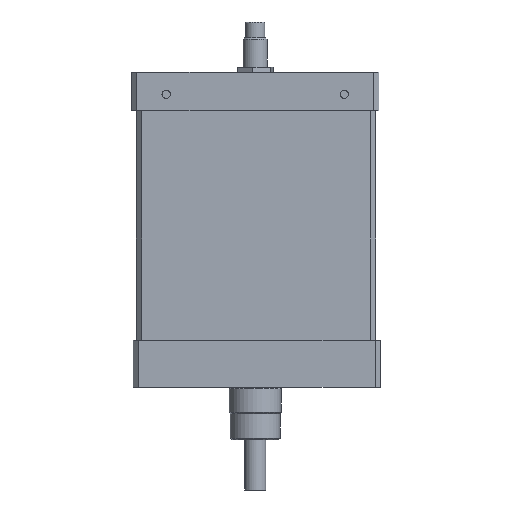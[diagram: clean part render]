
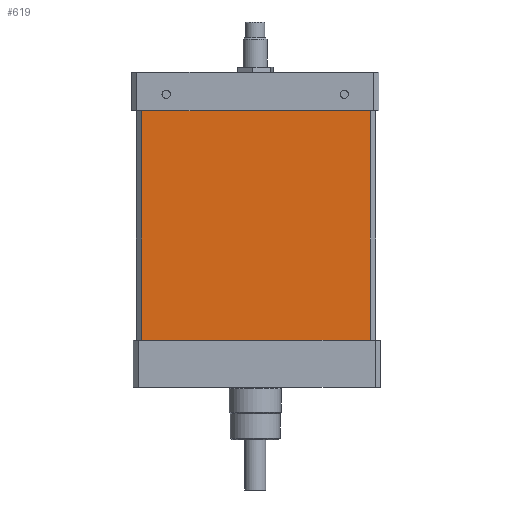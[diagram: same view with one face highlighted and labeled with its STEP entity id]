
A CAD part, front view. The second image highlights one B-rep face of the part: STEP entity #619.
In plain terms, the highlighted planar face has unit normal (0, -1, 0).
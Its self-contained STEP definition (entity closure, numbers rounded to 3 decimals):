
#562 = VERTEX_POINT ( 'NONE', #2923 ) ;
#564 = EDGE_CURVE ( 'NONE', #565, #562, #2922, .T. ) ;
#565 = VERTEX_POINT ( 'NONE', #2918 ) ;
#619 = ADVANCED_FACE ( 'NONE', ( #3107 ), #3092, .T. ) ;
#620 = EDGE_LOOP ( 'NONE', ( #621, #624, #625, #628 ) ) ;
#621 = ORIENTED_EDGE ( 'NONE', *, *, #622, .F. ) ;
#622 = EDGE_CURVE ( 'NONE', #565, #623, #3087, .T. ) ;
#623 = VERTEX_POINT ( 'NONE', #3083 ) ;
#624 = ORIENTED_EDGE ( 'NONE', *, *, #564, .T. ) ;
#625 = ORIENTED_EDGE ( 'NONE', *, *, #626, .F. ) ;
#626 = EDGE_CURVE ( 'NONE', #627, #562, #3082, .T. ) ;
#627 = VERTEX_POINT ( 'NONE', #3134 ) ;
#628 = ORIENTED_EDGE ( 'NONE', *, *, #629, .T. ) ;
#629 = EDGE_CURVE ( 'NONE', #627, #623, #3132, .T. ) ;
#2918 = CARTESIAN_POINT ( 'NONE',  ( 1.6, 1., 53.4 ) ) ;
#2919 = DIRECTION ( 'NONE',  ( 0., 0., -1. ) ) ;
#2920 = VECTOR ( 'NONE', #2919, 1000. ) ;
#2921 = CARTESIAN_POINT ( 'NONE',  ( 1.6, 1., 8.4 ) ) ;
#2922 = LINE ( 'NONE', #2921, #2920 ) ;
#2923 = CARTESIAN_POINT ( 'NONE',  ( 1.6, 1., 8.4 ) ) ;
#3082 = LINE ( 'NONE', #3137, #3136 ) ;
#3083 = CARTESIAN_POINT ( 'NONE',  ( 45.3, 1., 53.4 ) ) ;
#3084 = DIRECTION ( 'NONE',  ( 1., 0., 0. ) ) ;
#3085 = VECTOR ( 'NONE', #3084, 1000. ) ;
#3086 = CARTESIAN_POINT ( 'NONE',  ( 0.6, 1., 53.4 ) ) ;
#3087 = LINE ( 'NONE', #3086, #3085 ) ;
#3088 = DIRECTION ( 'NONE',  ( -1., 0., 0. ) ) ;
#3089 = DIRECTION ( 'NONE',  ( 0., -1., 0. ) ) ;
#3090 = CARTESIAN_POINT ( 'NONE',  ( 0.6, 1., 8.4 ) ) ;
#3091 = AXIS2_PLACEMENT_3D ( 'NONE', #3090, #3089, #3088 ) ;
#3092 = PLANE ( 'NONE',  #3091 ) ;
#3107 = FACE_OUTER_BOUND ( 'NONE', #620, .T. ) ;
#3129 = DIRECTION ( 'NONE',  ( 0., 0., 1. ) ) ;
#3130 = VECTOR ( 'NONE', #3129, 1000. ) ;
#3131 = CARTESIAN_POINT ( 'NONE',  ( 45.3, 1., 53.4 ) ) ;
#3132 = LINE ( 'NONE', #3131, #3130 ) ;
#3134 = CARTESIAN_POINT ( 'NONE',  ( 45.3, 1., 8.4 ) ) ;
#3135 = DIRECTION ( 'NONE',  ( -1., 0., 0. ) ) ;
#3136 = VECTOR ( 'NONE', #3135, 1000. ) ;
#3137 = CARTESIAN_POINT ( 'NONE',  ( 0.6, 1., 8.4 ) ) ;
